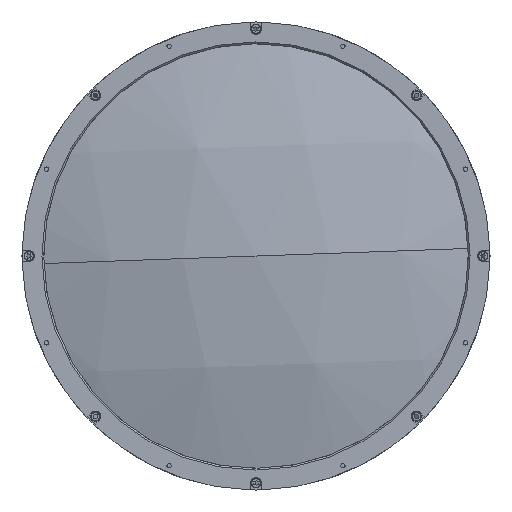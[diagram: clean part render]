
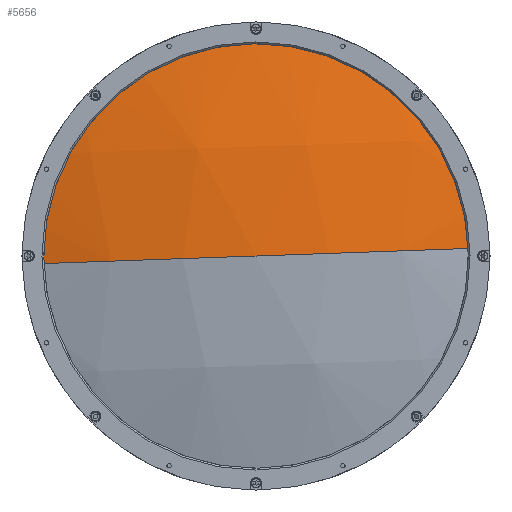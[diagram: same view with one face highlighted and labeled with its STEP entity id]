
A CAD part, left-side view. The second image highlights one B-rep face of the part: STEP entity #5656.
In plain terms, the highlighted spherical face has radius 448.8 mm.
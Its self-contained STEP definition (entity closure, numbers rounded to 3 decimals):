
#598 = ORIENTED_EDGE ( 'NONE', *, *, #8108, .T. ) ;
#2521 = CARTESIAN_POINT ( 'NONE',  ( 14.72, -124.922, 4.429 ) ) ;
#3138 = AXIS2_PLACEMENT_3D ( 'NONE', #15389, #16404, #17537 ) ;
#4243 = FACE_OUTER_BOUND ( 'NONE', #4495, .T. ) ;
#4495 = EDGE_LOOP ( 'NONE', ( #598, #14029, #5911 ) ) ;
#4734 = SPHERICAL_SURFACE ( 'NONE', #3138, 448.8 ) ;
#4808 = EDGE_CURVE ( 'NONE', #8889, #12015, #14223, .T. ) ;
#5506 = DIRECTION ( 'NONE',  ( 0., -0.035, -0.999 ) ) ;
#5656 = ADVANCED_FACE ( 'NONE', ( #4243 ), #4734, .T. ) ;
#5911 = ORIENTED_EDGE ( 'NONE', *, *, #4808, .F. ) ;
#7539 = CARTESIAN_POINT ( 'NONE',  ( 445.761, 0., 0. ) ) ;
#7576 = VERTEX_POINT ( 'NONE', #14765 ) ;
#7714 = AXIS2_PLACEMENT_3D ( 'NONE', #7986, #5506, #15619 ) ;
#7986 = CARTESIAN_POINT ( 'NONE',  ( 445.761, 0., 0. ) ) ;
#8108 = EDGE_CURVE ( 'NONE', #8889, #7576, #11080, .T. ) ;
#8507 = CARTESIAN_POINT ( 'NONE',  ( 14.72, 0., 0. ) ) ;
#8889 = VERTEX_POINT ( 'NONE', #2521 ) ;
#9075 = DIRECTION ( 'NONE',  ( 0., -0.999, 0.035 ) ) ;
#10026 = DIRECTION ( 'NONE',  ( 0., 0.035, 0.999 ) ) ;
#11080 = CIRCLE ( 'NONE', #19497, 125. ) ;
#11337 = CARTESIAN_POINT ( 'NONE',  ( -3.039, 0., 0. ) ) ;
#11791 = CIRCLE ( 'NONE', #19249, 448.8 ) ;
#12015 = VERTEX_POINT ( 'NONE', #11337 ) ;
#14029 = ORIENTED_EDGE ( 'NONE', *, *, #19524, .T. ) ;
#14223 = CIRCLE ( 'NONE', #7714, 448.8 ) ;
#14765 = CARTESIAN_POINT ( 'NONE',  ( 14.72, 124.922, -4.429 ) ) ;
#15389 = CARTESIAN_POINT ( 'NONE',  ( 445.761, 0., 0. ) ) ;
#15619 = DIRECTION ( 'NONE',  ( 0., 0.999, -0.035 ) ) ;
#16404 = DIRECTION ( 'NONE',  ( 0., 0.035, 0.999 ) ) ;
#17537 = DIRECTION ( 'NONE',  ( 0., -0.999, 0.035 ) ) ;
#18127 = DIRECTION ( 'NONE',  ( 0., 0.035, 0.999 ) ) ;
#19070 = DIRECTION ( 'NONE',  ( -1., 0., 0. ) ) ;
#19249 = AXIS2_PLACEMENT_3D ( 'NONE', #7539, #18127, #9075 ) ;
#19497 = AXIS2_PLACEMENT_3D ( 'NONE', #8507, #19070, #10026 ) ;
#19524 = EDGE_CURVE ( 'NONE', #7576, #12015, #11791, .T. ) ;
